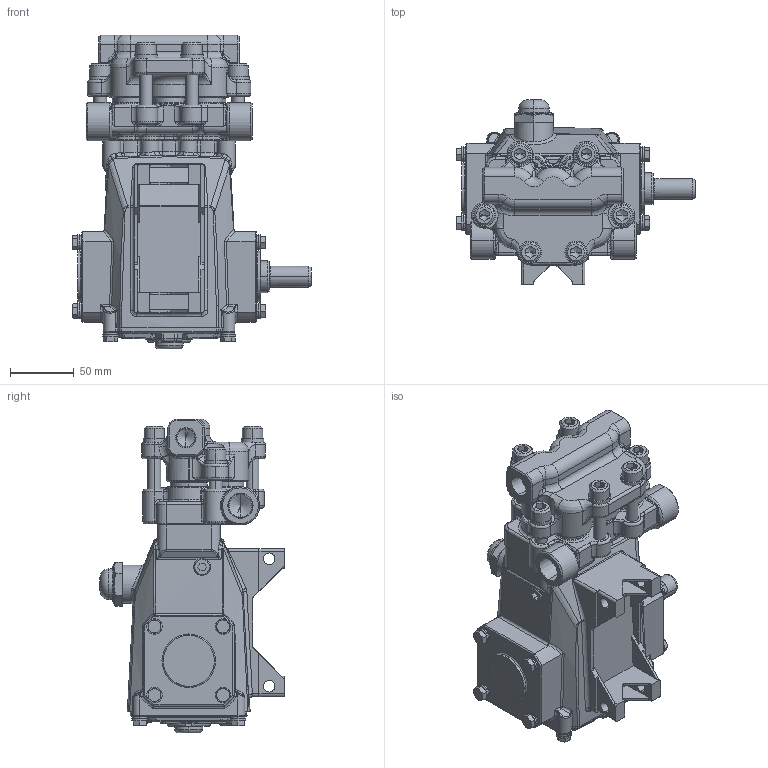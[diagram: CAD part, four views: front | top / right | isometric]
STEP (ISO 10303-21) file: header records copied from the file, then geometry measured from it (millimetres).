
FILE_DESCRIPTION (( 'STEP AP203' ), '1' );
FILE_NAME ('3CP1211CS.STEP', '2023-03-15T12:06:49', ( '' ), ( '' ), 'SwSTEP 2.0', 'SolidWorks 2022', '' );
FILE_SCHEMA (( 'CONFIG_CONTROL_DESIGN' ));
Products named in the file (1): 3CP1211CS
Bounding box: 187.1 x 144.97 x 245.9 mm (x, y, z)
Volume: 1980761.8 mm3; surface area: 184159.3 mm2
Topology: 1 solids, 17 shells, 2129 faces, 5076 edges, 2989 vertices
Faces by surface type: cylinder 623, plane 603, bspline 427, cone 233, torus 225, sphere 18
Entity records: 80035 total; most frequent: CARTESIAN_POINT 34529, ORIENTED_EDGE 9948, DIRECTION 9008, EDGE_CURVE 4974, AXIS2_PLACEMENT_3D 3709, VERTEX_POINT 2987, EDGE_LOOP 2267, FACE_OUTER_BOUND 2129
